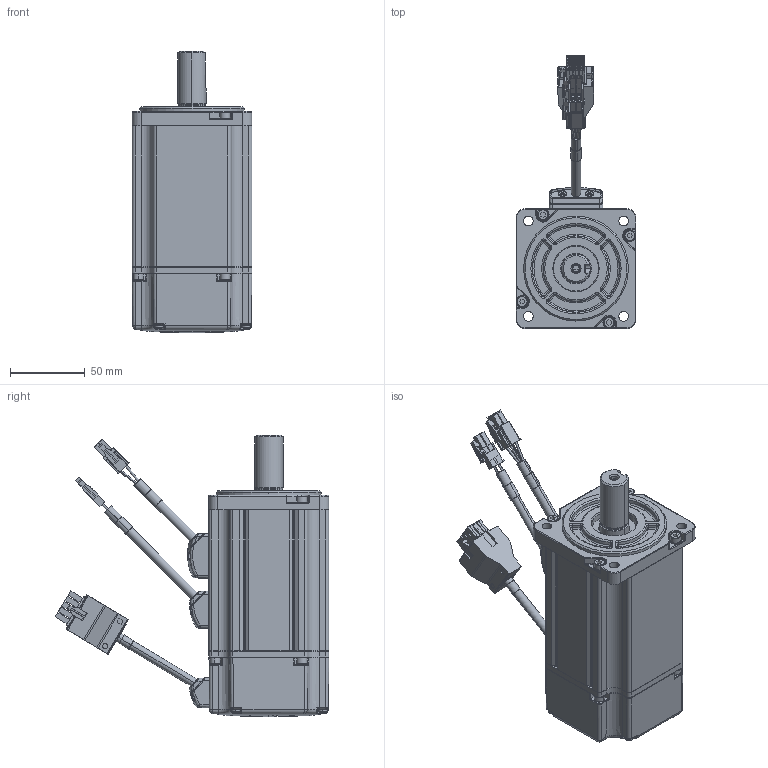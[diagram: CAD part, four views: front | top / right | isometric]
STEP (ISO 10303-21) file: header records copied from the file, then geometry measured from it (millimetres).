
FILE_DESCRIPTION (( 'STEP AP203' ), '1' );
FILE_NAME ('80-300W-B.STEP', '2015-05-07T07:36:50', ( '' ), ( '' ), 'SwSTEP 2.0', 'SolidWorks 2012', '' );
FILE_SCHEMA (( 'CONFIG_CONTROL_DESIGN' ));
Length unit declared in the file: millimetre
Products named in the file (1): 80-300W-B
Bounding box: 80 x 182.67 x 187.8 mm (x, y, z)
Surface area: 93974.6 mm2 (no closed solid volume)
Topology: 0 solids, 65 shells, 1387 faces, 4148 edges, 2786 vertices
Faces by surface type: plane 590, cylinder 397, bspline 156, cone 107, torus 96, sphere 41
Entity records: 53796 total; most frequent: CARTESIAN_POINT 17477, DIRECTION 7532, ORIENTED_EDGE 7026, EDGE_CURVE 4139, VERTEX_POINT 2786, AXIS2_PLACEMENT_3D 2600, VECTOR 2332, LINE 2332
